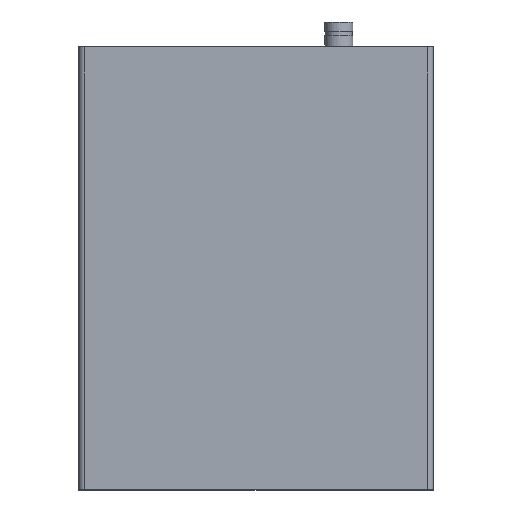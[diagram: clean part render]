
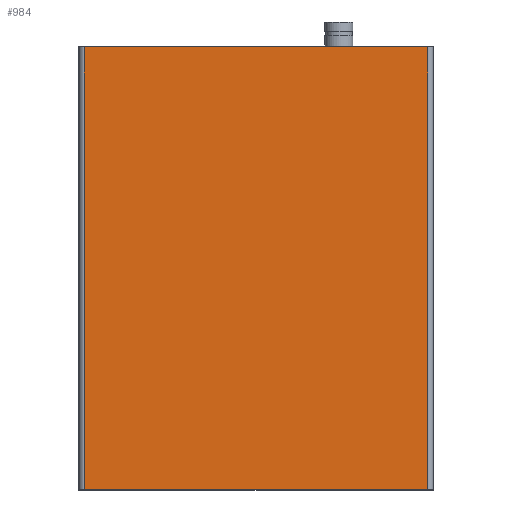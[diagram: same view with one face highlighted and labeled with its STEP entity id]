
A CAD part, top view. The second image highlights one B-rep face of the part: STEP entity #984.
In plain terms, the highlighted planar face has unit normal (0, 0, 1).
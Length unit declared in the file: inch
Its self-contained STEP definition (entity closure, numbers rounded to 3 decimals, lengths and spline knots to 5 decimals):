
#68=PLANE('',#1096);
#119=FACE_OUTER_BOUND('',#188,.T.);
#188=EDGE_LOOP('',(#858,#859,#860,#861));
#275=LINE('',#1622,#367);
#276=LINE('',#1625,#368);
#277=LINE('',#1627,#369);
#278=LINE('',#1628,#370);
#367=VECTOR('',#1339,0.3937);
#368=VECTOR('',#1342,0.3937);
#369=VECTOR('',#1343,0.3937);
#370=VECTOR('',#1344,0.3937);
#502=VERTEX_POINT('',#1618);
#503=VERTEX_POINT('',#1620);
#504=VERTEX_POINT('',#1624);
#505=VERTEX_POINT('',#1626);
#627=EDGE_CURVE('',#502,#503,#275,.T.);
#628=EDGE_CURVE('',#504,#502,#276,.T.);
#629=EDGE_CURVE('',#505,#503,#277,.T.);
#630=EDGE_CURVE('',#504,#505,#278,.T.);
#858=ORIENTED_EDGE('',*,*,#628,.T.);
#859=ORIENTED_EDGE('',*,*,#627,.T.);
#860=ORIENTED_EDGE('',*,*,#629,.F.);
#861=ORIENTED_EDGE('',*,*,#630,.F.);
#984=ADVANCED_FACE('',(#119),#68,.T.);
#1096=AXIS2_PLACEMENT_3D('',#1623,#1340,#1341);
#1339=DIRECTION('',(0.,-1.,0.));
#1340=DIRECTION('center_axis',(0.,0.,1.));
#1341=DIRECTION('ref_axis',(-1.,0.,0.));
#1342=DIRECTION('',(-1.,0.,0.));
#1343=DIRECTION('',(-1.,0.,0.));
#1344=DIRECTION('',(0.,-1.,0.));
#1618=CARTESIAN_POINT('',(0.375,30.,9.13));
#1620=CARTESIAN_POINT('',(0.375,0.,9.13));
#1622=CARTESIAN_POINT('',(0.375,30.,9.13));
#1623=CARTESIAN_POINT('Origin',(23.625,30.,9.13));
#1624=CARTESIAN_POINT('',(23.625,30.,9.13));
#1625=CARTESIAN_POINT('',(23.625,30.,9.13));
#1626=CARTESIAN_POINT('',(23.625,0.,9.13));
#1627=CARTESIAN_POINT('',(23.625,0.,9.13));
#1628=CARTESIAN_POINT('',(23.625,30.,9.13));
